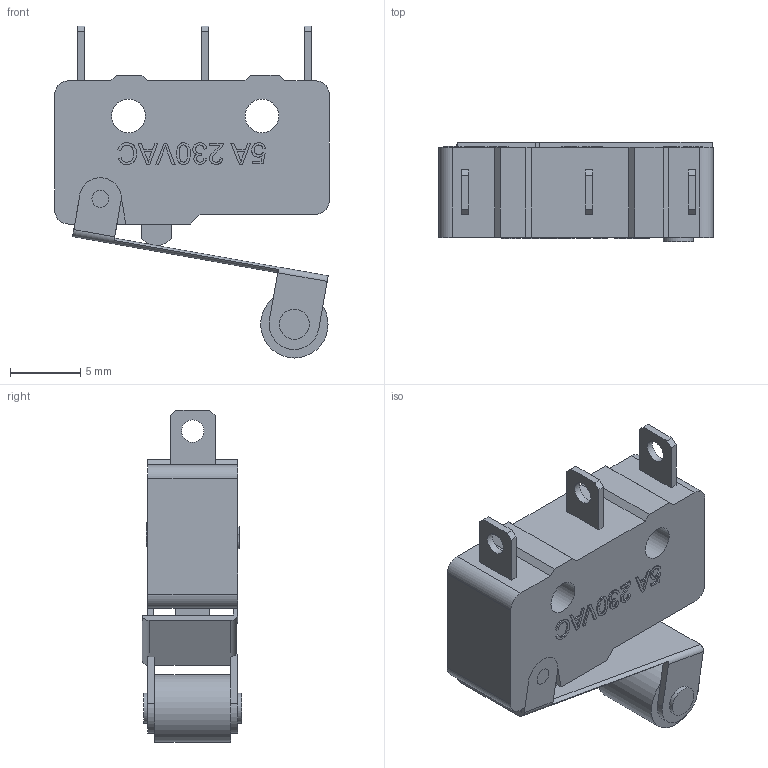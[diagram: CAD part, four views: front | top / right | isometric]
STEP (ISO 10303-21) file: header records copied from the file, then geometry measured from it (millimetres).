
FILE_DESCRIPTION(/* description */ (''),/* implementation_level */ '2;1');
FILE_NAME(/* name */ 'Snap-Action Switch with 16.3mm Roller Lever 3-Pin, SPDT, 5A v5.step',/* time_stamp */ '2021-01-18T17:46:50+01:00',/* author */ (''),/* organization */ (''),/* preprocessor_version */ 'ST-DEVELOPER v18.1',/* originating_system */ 'Autodesk Translation Framework v9.7.1.1290',/* authorisation */ '');
FILE_SCHEMA (('AUTOMOTIVE_DESIGN { 1 0 10303 214 3 1 1 }'));
Length unit declared in the file: millimetre
Products named in the file (5): Snap-Action Switch with 16.3mm Roller Lever 3-Pin, SPDT, 5A; Kontakte; roter Knopf; Kunststoffgehäuse; Hebel
Assembly tree (4 placements, depth 2):
  Snap-Action Switch with 16.3mm Roller Lever 3-Pin, SPDT, 5A
    Kontakte
    roter Knopf
    Kunststoffgehäuse
    Hebel
Bounding box: 19.55 x 7.1 x 23.63 mm (x, y, z)
Volume: 1370.9 mm3; surface area: 1492 mm2
Topology: 10 solids, 10 shells, 397 faces, 1064 edges, 709 vertices
Faces by surface type: bspline 188, plane 180, cylinder 29
Full cylindrical faces by diameter (mm): 1.2 x4, 1.6 x3, 2.15 x2, 2.4 x2, 4.8 x1
Entity records: 14259 total; most frequent: CARTESIAN_POINT 5381, ORIENTED_EDGE 2128, DIRECTION 1183, EDGE_CURVE 1064, VERTEX_POINT 709, LINE 627, VECTOR 627, EDGE_LOOP 433
